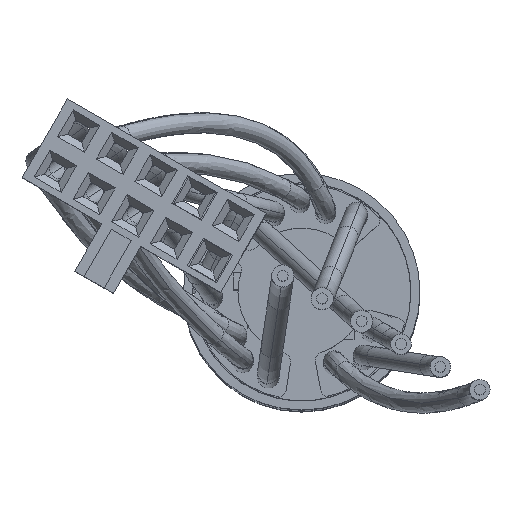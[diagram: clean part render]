
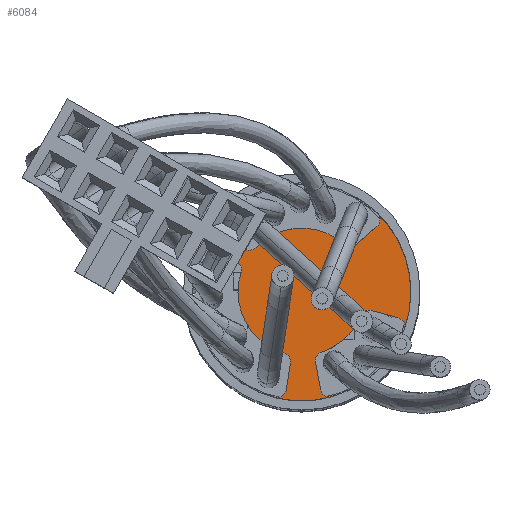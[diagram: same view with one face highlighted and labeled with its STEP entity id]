
A CAD part, top view. The second image highlights one B-rep face of the part: STEP entity #6084.
In plain terms, the highlighted planar face has unit normal (0, 0, 1).
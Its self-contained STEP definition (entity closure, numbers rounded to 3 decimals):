
#5472=CARTESIAN_POINT('',(0.,0.,45.25));
#5473=DIRECTION('',(0.,0.,1.));
#5474=DIRECTION('',(-0.246,-0.969,0.));
#5475=AXIS2_PLACEMENT_3D('',#5472,#5473,#5474);
#5515=CARTESIAN_POINT('',(1.536,-5.281,45.25));
#5516=DIRECTION('',(0.,0.,-1.));
#5517=DIRECTION('',(0.279,-0.96,0.));
#5518=AXIS2_PLACEMENT_3D('',#5515,#5516,#5517);
#5525=DIRECTION('',(0.156,0.988,0.));
#5526=VECTOR('',#5525,1.509);
#5527=CARTESIAN_POINT('',(-0.857,-5.41,45.25));
#5528=LINE('',#5527,#5526);
#5529=CARTESIAN_POINT('',(-1.115,-3.842,45.25));
#5530=DIRECTION('',(0.,0.,1.));
#5531=DIRECTION('',(0.988,-0.156,0.));
#5532=AXIS2_PLACEMENT_3D('',#5529,#5530,#5531);
#5534=CARTESIAN_POINT('',(-5.175,1.862,45.25));
#5535=DIRECTION('',(0.,0.,1.));
#5536=DIRECTION('',(0.423,0.906,0.));
#5537=AXIS2_PLACEMENT_3D('',#5534,#5535,#5536);
#5539=CARTESIAN_POINT('',(0.,0.,45.25));
#5540=DIRECTION('',(0.,0.,1.));
#5541=DIRECTION('',(-0.741,0.672,0.));
#5542=AXIS2_PLACEMENT_3D('',#5539,#5540,#5541);
#5544=CARTESIAN_POINT('',(-4.073,3.696,45.25));
#5545=DIRECTION('',(0.,0.,1.));
#5546=DIRECTION('',(-0.741,0.672,0.));
#5547=AXIS2_PLACEMENT_3D('',#5544,#5545,#5546);
#5549=CARTESIAN_POINT('',(2.667,2.981,45.25));
#5550=DIRECTION('',(0.,0.,1.));
#5551=DIRECTION('',(-0.667,-0.745,0.));
#5552=AXIS2_PLACEMENT_3D('',#5549,#5550,#5551);
#5554=DIRECTION('',(0.755,0.656,0.));
#5555=VECTOR('',#5554,1.509);
#5556=CARTESIAN_POINT('',(2.995,2.604,45.25));
#5557=LINE('',#5556,#5555);
#5558=CARTESIAN_POINT('',(3.806,3.971,45.25));
#5559=DIRECTION('',(0.,0.,1.));
#5560=DIRECTION('',(0.656,-0.755,0.));
#5561=AXIS2_PLACEMENT_3D('',#5558,#5559,#5560);
#5563=CARTESIAN_POINT('',(0.,0.,45.25));
#5564=DIRECTION('',(0.,0.,1.));
#5565=DIRECTION('',(0.938,-0.346,0.));
#5566=AXIS2_PLACEMENT_3D('',#5563,#5564,#5565);
#5568=CARTESIAN_POINT('',(3.704,-1.51,45.25));
#5569=DIRECTION('',(0.,0.,1.));
#5570=DIRECTION('',(0.259,0.966,0.));
#5571=AXIS2_PLACEMENT_3D('',#5568,#5569,#5570);
#5573=CARTESIAN_POINT('',(0.,0.,45.25));
#5574=DIRECTION('',(0.,0.,-1.));
#5575=DIRECTION('',(0.926,-0.378,0.));
#5576=AXIS2_PLACEMENT_3D('',#5573,#5574,#5575);
#5578=CARTESIAN_POINT('',(1.248,-3.8,45.25));
#5579=DIRECTION('',(0.,0.,1.));
#5580=DIRECTION('',(-0.312,0.95,0.));
#5581=AXIS2_PLACEMENT_3D('',#5578,#5579,#5580);
#5583=CARTESIAN_POINT('',(-1.351,-5.332,45.25));
#5584=DIRECTION('',(0.,0.,1.));
#5585=DIRECTION('',(-0.246,-0.969,0.));
#5586=AXIS2_PLACEMENT_3D('',#5583,#5584,#5585);
#5588=CARTESIAN_POINT('',(0.,0.,45.25));
#5589=DIRECTION('',(0.,0.,1.));
#5590=DIRECTION('',(-0.952,0.306,0.));
#5591=AXIS2_PLACEMENT_3D('',#5588,#5589,#5590);
#5700=CARTESIAN_POINT('',(0.,0.,45.25));
#5701=DIRECTION('',(0.,0.,1.));
#5702=DIRECTION('',(0.667,0.745,0.));
#5703=AXIS2_PLACEMENT_3D('',#5700,#5701,#5702);
#5713=CARTESIAN_POINT('',(-2.869,2.788,45.25));
#5714=DIRECTION('',(0.,0.,-1.));
#5715=DIRECTION('',(0.717,-0.697,0.));
#5716=AXIS2_PLACEMENT_3D('',#5713,#5714,#5715);
#5723=DIRECTION('',(0.799,-0.602,0.));
#5724=VECTOR('',#5723,1.509);
#5725=CARTESIAN_POINT('',(-4.374,3.296,45.25));
#5726=LINE('',#5725,#5724);
#5735=DIRECTION('',(-0.906,0.423,0.));
#5736=VECTOR('',#5735,1.509);
#5737=CARTESIAN_POINT('',(-3.597,1.677,45.25));
#5738=LINE('',#5737,#5736);
#5747=CARTESIAN_POINT('',(-3.808,1.224,45.25));
#5748=DIRECTION('',(0.,0.,-1.));
#5749=DIRECTION('',(0.423,0.906,0.));
#5750=AXIS2_PLACEMENT_3D('',#5747,#5748,#5749);
#5757=DIRECTION('',(0.191,-0.982,0.));
#5758=VECTOR('',#5757,1.509);
#5759=CARTESIAN_POINT('',(0.757,-3.896,45.25));
#5760=LINE('',#5759,#5758);
#5769=DIRECTION('',(-0.966,0.259,0.));
#5770=VECTOR('',#5769,1.509);
#5771=CARTESIAN_POINT('',(5.291,-1.418,45.25));
#5772=LINE('',#5771,#5770);
#5781=CARTESIAN_POINT('',(5.161,-1.901,45.25));
#5782=DIRECTION('',(0.,0.,-1.));
#5783=DIRECTION('',(0.259,0.966,0.));
#5784=AXIS2_PLACEMENT_3D('',#5781,#5782,#5783);
#5855=CARTESIAN_POINT('',(-0.857,-5.41,45.25));
#5856=CARTESIAN_POINT('',(-0.621,-3.92,45.25));
#5857=VERTEX_POINT('',#5855);
#5858=VERTEX_POINT('',#5856);
#5859=CARTESIAN_POINT('',(-3.332,1.071,45.25));
#5860=CARTESIAN_POINT('',(-0.975,-3.361,45.25));
#5861=VERTEX_POINT('',#5859);
#5862=VERTEX_POINT('',#5860);
#5863=CARTESIAN_POINT('',(-3.597,1.677,45.25));
#5864=CARTESIAN_POINT('',(-4.964,2.315,45.25));
#5865=VERTEX_POINT('',#5863);
#5866=VERTEX_POINT('',#5864);
#5867=CARTESIAN_POINT('',(0.757,-3.896,45.25));
#5868=CARTESIAN_POINT('',(1.045,-5.377,45.25));
#5869=VERTEX_POINT('',#5867);
#5870=VERTEX_POINT('',#5868);
#5871=CARTESIAN_POINT('',(5.291,-1.418,45.25));
#5872=CARTESIAN_POINT('',(3.833,-1.027,45.25));
#5873=VERTEX_POINT('',#5871);
#5874=VERTEX_POINT('',#5872);
#5875=CARTESIAN_POINT('',(1.092,-3.325,45.25));
#5876=CARTESIAN_POINT('',(3.241,-1.321,45.25));
#5877=VERTEX_POINT('',#5875);
#5878=VERTEX_POINT('',#5876);
#5879=CARTESIAN_POINT('',(2.995,2.604,45.25));
#5880=CARTESIAN_POINT('',(4.134,3.593,45.25));
#5881=VERTEX_POINT('',#5879);
#5882=VERTEX_POINT('',#5880);
#5883=CARTESIAN_POINT('',(-4.374,3.296,45.25));
#5884=CARTESIAN_POINT('',(-3.169,2.388,45.25));
#5885=VERTEX_POINT('',#5883);
#5886=VERTEX_POINT('',#5884);
#5887=CARTESIAN_POINT('',(2.334,2.608,45.25));
#5888=CARTESIAN_POINT('',(-2.51,2.439,45.25));
#5889=VERTEX_POINT('',#5887);
#5890=VERTEX_POINT('',#5888);
#5891=CARTESIAN_POINT('',(-1.473,-5.816,45.25));
#5892=VERTEX_POINT('',#5891);
#5893=CARTESIAN_POINT('',(1.676,-5.761,45.25));
#5894=VERTEX_POINT('',#5893);
#5897=CARTESIAN_POINT('',(5.63,-2.073,45.25));
#5898=VERTEX_POINT('',#5897);
#5901=CARTESIAN_POINT('',(-5.646,2.031,45.25));
#5902=VERTEX_POINT('',#5901);
#5903=CARTESIAN_POINT('',(-4.444,4.032,45.25));
#5904=VERTEX_POINT('',#5903);
#5905=CARTESIAN_POINT('',(4.152,4.332,45.25));
#5906=VERTEX_POINT('',#5905);
#6033=CARTESIAN_POINT('',(0.,0.,45.25));
#6034=DIRECTION('',(0.,0.,1.));
#6035=DIRECTION('',(0.,1.,0.));
#6036=AXIS2_PLACEMENT_3D('',#6033,#6034,#6035);
#6037=PLANE('',#6036);
#6039=ORIENTED_EDGE('',*,*,#6038,.T.);
#6041=ORIENTED_EDGE('',*,*,#6040,.T.);
#6043=ORIENTED_EDGE('',*,*,#6042,.F.);
#6045=ORIENTED_EDGE('',*,*,#6044,.F.);
#6047=ORIENTED_EDGE('',*,*,#6046,.T.);
#6049=ORIENTED_EDGE('',*,*,#6048,.T.);
#6050=ORIENTED_EDGE('',*,*,#5985,.F.);
#6052=ORIENTED_EDGE('',*,*,#6051,.T.);
#6054=ORIENTED_EDGE('',*,*,#6053,.T.);
#6056=ORIENTED_EDGE('',*,*,#6055,.F.);
#6058=ORIENTED_EDGE('',*,*,#6057,.F.);
#6060=ORIENTED_EDGE('',*,*,#6059,.T.);
#6062=ORIENTED_EDGE('',*,*,#6061,.T.);
#6064=ORIENTED_EDGE('',*,*,#6063,.T.);
#6065=ORIENTED_EDGE('',*,*,#5961,.F.);
#6067=ORIENTED_EDGE('',*,*,#6066,.F.);
#6069=ORIENTED_EDGE('',*,*,#6068,.T.);
#6071=ORIENTED_EDGE('',*,*,#6070,.T.);
#6073=ORIENTED_EDGE('',*,*,#6072,.T.);
#6075=ORIENTED_EDGE('',*,*,#6074,.T.);
#6077=ORIENTED_EDGE('',*,*,#6076,.T.);
#6078=ORIENTED_EDGE('',*,*,#6023,.F.);
#6079=ORIENTED_EDGE('',*,*,#5977,.F.);
#6081=ORIENTED_EDGE('',*,*,#6080,.T.);
#6082=EDGE_LOOP('',(#6039,#6041,#6043,#6045,#6047,#6049,#6050,#6052,#6054,#6056,
#6058,#6060,#6062,#6064,#6065,#6067,#6069,#6071,#6073,#6075,#6077,#6078,#6079,
#6081));
#6083=FACE_OUTER_BOUND('',#6082,.F.);
#6084=ADVANCED_FACE('',(#6083),#6037,.T.);
#5476=CIRCLE('',#5475,6.);
#5519=CIRCLE('',#5518,0.5);
#5533=CIRCLE('',#5532,0.5);
#5538=CIRCLE('',#5537,0.5);
#5543=CIRCLE('',#5542,6.);
#5548=CIRCLE('',#5547,0.5);
#5553=CIRCLE('',#5552,0.5);
#5562=CIRCLE('',#5561,0.5);
#5567=CIRCLE('',#5566,6.);
#5572=CIRCLE('',#5571,0.5);
#5577=CIRCLE('',#5576,3.5);
#5582=CIRCLE('',#5581,0.5);
#5587=CIRCLE('',#5586,0.5);
#5592=CIRCLE('',#5591,3.5);
#5704=CIRCLE('',#5703,3.5);
#5717=CIRCLE('',#5716,0.5);
#5751=CIRCLE('',#5750,0.5);
#5785=CIRCLE('',#5784,0.5);
#5961=EDGE_CURVE('',#5898,#5906,#5567,.T.);
#5977=EDGE_CURVE('',#5892,#5894,#5476,.T.);
#5985=EDGE_CURVE('',#5904,#5902,#5543,.T.);
#6023=EDGE_CURVE('',#5894,#5870,#5519,.T.);
#6038=EDGE_CURVE('',#5857,#5858,#5528,.T.);
#6040=EDGE_CURVE('',#5858,#5862,#5533,.T.);
#6042=EDGE_CURVE('',#5861,#5862,#5592,.T.);
#6044=EDGE_CURVE('',#5865,#5861,#5751,.T.);
#6046=EDGE_CURVE('',#5865,#5866,#5738,.T.);
#6048=EDGE_CURVE('',#5866,#5902,#5538,.T.);
#6051=EDGE_CURVE('',#5904,#5885,#5548,.T.);
#6053=EDGE_CURVE('',#5885,#5886,#5726,.T.);
#6055=EDGE_CURVE('',#5890,#5886,#5717,.T.);
#6057=EDGE_CURVE('',#5889,#5890,#5704,.T.);
#6059=EDGE_CURVE('',#5889,#5881,#5553,.T.);
#6061=EDGE_CURVE('',#5881,#5882,#5557,.T.);
#6063=EDGE_CURVE('',#5882,#5906,#5562,.T.);
#6066=EDGE_CURVE('',#5873,#5898,#5785,.T.);
#6068=EDGE_CURVE('',#5873,#5874,#5772,.T.);
#6070=EDGE_CURVE('',#5874,#5878,#5572,.T.);
#6072=EDGE_CURVE('',#5878,#5877,#5577,.T.);
#6074=EDGE_CURVE('',#5877,#5869,#5582,.T.);
#6076=EDGE_CURVE('',#5869,#5870,#5760,.T.);
#6080=EDGE_CURVE('',#5892,#5857,#5587,.T.);
